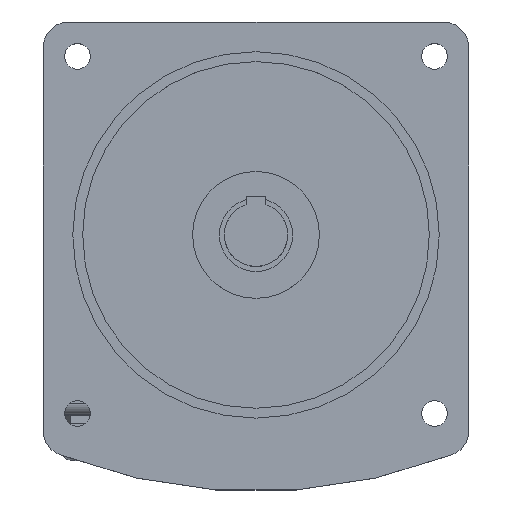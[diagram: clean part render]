
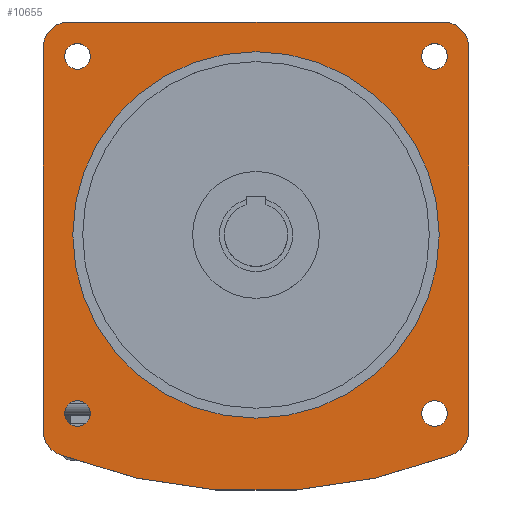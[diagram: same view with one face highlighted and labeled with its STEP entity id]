
A CAD part, top view. The second image highlights one B-rep face of the part: STEP entity #10655.
In plain terms, the highlighted planar face has unit normal (0, 0, 1).
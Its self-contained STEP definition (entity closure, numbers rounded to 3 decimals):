
#40=PLANE($,#11350);
#611=LINE($,#15517,#1835);
#612=LINE($,#15521,#1836);
#613=LINE($,#15525,#1837);
#1835=VECTOR($,#12389,193.265);
#1836=VECTOR($,#12392,189.);
#1837=VECTOR($,#12395,193.265);
#3054=FACE_BOUND($,#3866,.T.);
#3055=FACE_BOUND($,#3867,.T.);
#3056=FACE_BOUND($,#3868,.T.);
#3057=FACE_BOUND($,#3869,.T.);
#3058=FACE_BOUND($,#3870,.T.);
#3207=FACE_OUTER_BOUND($,#3865,.T.);
#3865=EDGE_LOOP($,(#7576,#7577,#7578,#7579,#7580,#7581,#7582,#7583));
#3866=EDGE_LOOP($,(#7584));
#3867=EDGE_LOOP($,(#7585));
#3868=EDGE_LOOP($,(#7586));
#3869=EDGE_LOOP($,(#7587));
#3870=EDGE_LOOP($,(#7588));
#4635=CIRCLE($,#11306,6.5);
#4637=CIRCLE($,#11309,6.5);
#4639=CIRCLE($,#11312,6.5);
#4641=CIRCLE($,#11315,6.5);
#4645=CIRCLE($,#11321,92.5);
#4670=CIRCLE($,#11351,13.);
#4671=CIRCLE($,#11352,13.);
#4672=CIRCLE($,#11353,13.);
#4673=CIRCLE($,#11354,273.642);
#4674=CIRCLE($,#11355,13.);
#4936=VERTEX_POINT($,#15386);
#4938=VERTEX_POINT($,#15391);
#4940=VERTEX_POINT($,#15396);
#4942=VERTEX_POINT($,#15401);
#4946=VERTEX_POINT($,#15411);
#4994=VERTEX_POINT($,#15515);
#4995=VERTEX_POINT($,#15516);
#4996=VERTEX_POINT($,#15518);
#4997=VERTEX_POINT($,#15520);
#4998=VERTEX_POINT($,#15522);
#4999=VERTEX_POINT($,#15524);
#5000=VERTEX_POINT($,#15526);
#5001=VERTEX_POINT($,#15528);
#5979=EDGE_CURVE($,#4936,#4936,#4635,.T.);
#5981=EDGE_CURVE($,#4938,#4938,#4637,.T.);
#5983=EDGE_CURVE($,#4940,#4940,#4639,.T.);
#5985=EDGE_CURVE($,#4942,#4942,#4641,.T.);
#5989=EDGE_CURVE($,#4946,#4946,#4645,.T.);
#6040=EDGE_CURVE($,#4994,#4995,#611,.T.);
#6041=EDGE_CURVE($,#4995,#4996,#4670,.T.);
#6042=EDGE_CURVE($,#4996,#4997,#612,.T.);
#6043=EDGE_CURVE($,#4997,#4998,#4671,.T.);
#6044=EDGE_CURVE($,#4998,#4999,#613,.T.);
#6045=EDGE_CURVE($,#4999,#5000,#4672,.T.);
#6046=EDGE_CURVE($,#5000,#5001,#4673,.T.);
#6047=EDGE_CURVE($,#5001,#4994,#4674,.T.);
#7576=ORIENTED_EDGE($,*,*,#6040,.T.);
#7577=ORIENTED_EDGE($,*,*,#6041,.T.);
#7578=ORIENTED_EDGE($,*,*,#6042,.T.);
#7579=ORIENTED_EDGE($,*,*,#6043,.T.);
#7580=ORIENTED_EDGE($,*,*,#6044,.T.);
#7581=ORIENTED_EDGE($,*,*,#6045,.T.);
#7582=ORIENTED_EDGE($,*,*,#6046,.T.);
#7583=ORIENTED_EDGE($,*,*,#6047,.T.);
#7584=ORIENTED_EDGE($,*,*,#5989,.F.);
#7585=ORIENTED_EDGE($,*,*,#5979,.F.);
#7586=ORIENTED_EDGE($,*,*,#5981,.F.);
#7587=ORIENTED_EDGE($,*,*,#5983,.F.);
#7588=ORIENTED_EDGE($,*,*,#5985,.F.);
#10655=ADVANCED_FACE($,(#3207,#3054,#3055,#3056,#3057,#3058),#40,.T.);
#11306=AXIS2_PLACEMENT_3D($,#15387,#12273,#12274);
#11309=AXIS2_PLACEMENT_3D($,#15392,#12279,#12280);
#11312=AXIS2_PLACEMENT_3D($,#15397,#12285,#12286);
#11315=AXIS2_PLACEMENT_3D($,#15402,#12291,#12292);
#11321=AXIS2_PLACEMENT_3D($,#15412,#12303,#12304);
#11350=AXIS2_PLACEMENT_3D($,#15514,#12387,#12388);
#11351=AXIS2_PLACEMENT_3D($,#15519,#12390,#12391);
#11352=AXIS2_PLACEMENT_3D($,#15523,#12393,#12394);
#11353=AXIS2_PLACEMENT_3D($,#15527,#12396,#12397);
#11354=AXIS2_PLACEMENT_3D($,#15529,#12398,#12399);
#11355=AXIS2_PLACEMENT_3D($,#15530,#12400,#12401);
#12273=DIRECTION('center_axis',(0.,0.,1.));
#12274=DIRECTION('ref_axis',(0.,1.,0.));
#12279=DIRECTION('center_axis',(0.,0.,1.));
#12280=DIRECTION('ref_axis',(-1.,0.,0.));
#12285=DIRECTION('center_axis',(0.,0.,1.));
#12286=DIRECTION('ref_axis',(0.,-1.,0.));
#12291=DIRECTION('center_axis',(0.,0.,1.));
#12292=DIRECTION('ref_axis',(1.,0.,0.));
#12303=DIRECTION('center_axis',(0.,0.,1.));
#12304=DIRECTION('ref_axis',(1.,0.,0.));
#12387=DIRECTION('center_axis',(0.,0.,1.));
#12388=DIRECTION('ref_axis',(1.,0.,0.));
#12389=DIRECTION($,(0.,1.,0.));
#12390=DIRECTION('center_axis',(0.,0.,1.));
#12391=DIRECTION('ref_axis',(1.,0.,0.));
#12392=DIRECTION($,(-1.,0.,0.));
#12393=DIRECTION('center_axis',(0.,0.,1.));
#12394=DIRECTION('ref_axis',(1.,0.,0.));
#12395=DIRECTION($,(0.,-1.,0.));
#12396=DIRECTION('center_axis',(0.,0.,1.));
#12397=DIRECTION('ref_axis',(1.,0.,0.));
#12398=DIRECTION('center_axis',(0.,0.,1.));
#12399=DIRECTION('ref_axis',(1.,0.,0.));
#12400=DIRECTION('center_axis',(0.,0.,1.));
#12401=DIRECTION('ref_axis',(1.,0.,0.));
#15386=CARTESIAN_POINT('',(-90.156,96.656,0.));
#15387=CARTESIAN_POINT('Origin',(-90.156,90.156,0.));
#15391=CARTESIAN_POINT('',(-96.656,-90.156,0.));
#15392=CARTESIAN_POINT('Origin',(-90.156,-90.156,0.));
#15396=CARTESIAN_POINT('',(90.156,-96.656,0.));
#15397=CARTESIAN_POINT('Origin',(90.156,-90.156,0.));
#15401=CARTESIAN_POINT('',(96.656,90.156,0.));
#15402=CARTESIAN_POINT('Origin',(90.156,90.156,0.));
#15411=CARTESIAN_POINT('',(-92.5,0.,0.));
#15412=CARTESIAN_POINT('Origin',(0.,0.,0.));
#15514=CARTESIAN_POINT('Origin',(0.,144.142,
0.));
#15515=CARTESIAN_POINT('',(107.5,-98.765,0.));
#15516=CARTESIAN_POINT('',(107.5,94.5,0.));
#15517=CARTESIAN_POINT($,(107.5,107.5,0.));
#15518=CARTESIAN_POINT('',(94.5,107.5,0.));
#15519=CARTESIAN_POINT('Origin',(94.5,94.5,0.));
#15520=CARTESIAN_POINT('',(-94.5,107.5,0.));
#15521=CARTESIAN_POINT($,(-107.5,107.5,0.));
#15522=CARTESIAN_POINT('',(-107.5,94.5,0.));
#15523=CARTESIAN_POINT('Origin',(-94.5,94.5,0.));
#15524=CARTESIAN_POINT('',(-107.5,-98.765,0.));
#15525=CARTESIAN_POINT($,(-107.5,107.5,0.));
#15526=CARTESIAN_POINT('',(-99.213,-110.881,0.));
#15527=CARTESIAN_POINT('Origin',(-94.5,-98.765,0.));
#15528=CARTESIAN_POINT('',(99.213,-110.881,0.));
#15529=CARTESIAN_POINT('Origin',(0.,144.142,
0.));
#15530=CARTESIAN_POINT('Origin',(94.5,-98.765,0.));
